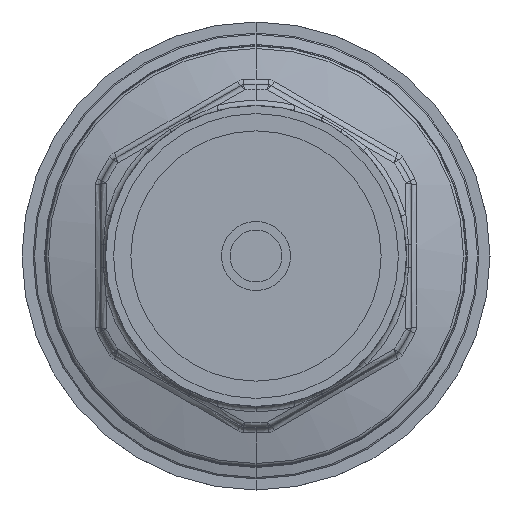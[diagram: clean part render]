
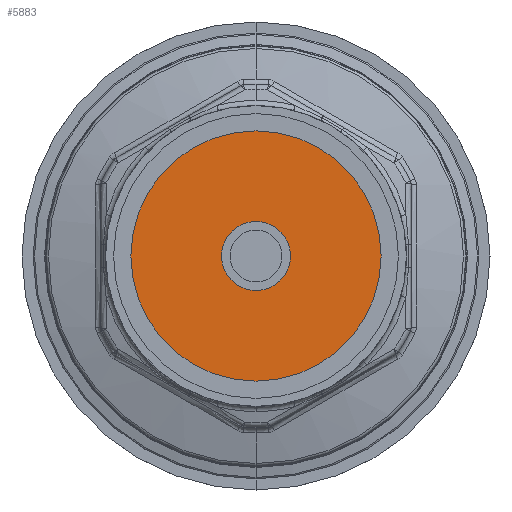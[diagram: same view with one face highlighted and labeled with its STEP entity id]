
A CAD part, front view. The second image highlights one B-rep face of the part: STEP entity #5883.
In plain terms, the highlighted planar face has unit normal (0, -1, 0).
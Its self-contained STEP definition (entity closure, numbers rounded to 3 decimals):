
#194 = DIRECTION ( 'NONE',  ( 0., -1., 0. ) ) ;
#299 = FACE_OUTER_BOUND ( 'NONE', #3681, .T. ) ;
#661 = EDGE_CURVE ( 'NONE', #786, #6403, #4805, .T. ) ;
#786 = VERTEX_POINT ( 'NONE', #1343 ) ;
#1343 = CARTESIAN_POINT ( 'NONE',  ( -4.48, 57.021, 2.219 ) ) ;
#1459 = ORIENTED_EDGE ( 'NONE', *, *, #661, .F. ) ;
#1553 = DIRECTION ( 'NONE',  ( -0.896, 0., 0.444 ) ) ;
#1595 = EDGE_CURVE ( 'NONE', #4612, #4928, #2765, .T. ) ;
#1789 = EDGE_CURVE ( 'NONE', #6403, #786, #6310, .T. ) ;
#2144 = DIRECTION ( 'NONE',  ( -0.896, 0., 0.444 ) ) ;
#2177 = CARTESIAN_POINT ( 'NONE',  ( 0., 57.021, 0. ) ) ;
#2373 = CARTESIAN_POINT ( 'NONE',  ( -8.656, 57.021, -17.474 ) ) ;
#2609 = CARTESIAN_POINT ( 'NONE',  ( 0., 57.021, 0. ) ) ;
#2765 = CIRCLE ( 'NONE', #3525, 19.5 ) ;
#2878 = PLANE ( 'NONE',  #6208 ) ;
#2892 = CIRCLE ( 'NONE', #6328, 19.5 ) ;
#2911 = CARTESIAN_POINT ( 'NONE',  ( 17.473, 57.021, -8.656 ) ) ;
#3214 = CARTESIAN_POINT ( 'NONE',  ( 4.48, 57.021, -2.219 ) ) ;
#3316 = CARTESIAN_POINT ( 'NONE',  ( 0., 57.021, 0. ) ) ;
#3500 = EDGE_CURVE ( 'NONE', #4928, #4612, #2892, .T. ) ;
#3525 = AXIS2_PLACEMENT_3D ( 'NONE', #2609, #4669, #1553 ) ;
#3681 = EDGE_LOOP ( 'NONE', ( #6324, #4103 ) ) ;
#3689 = CARTESIAN_POINT ( 'NONE',  ( 0., 57.021, 0. ) ) ;
#3787 = CARTESIAN_POINT ( 'NONE',  ( -17.474, 57.021, 8.656 ) ) ;
#3922 = DIRECTION ( 'NONE',  ( -0.896, 0., 0.444 ) ) ;
#4103 = ORIENTED_EDGE ( 'NONE', *, *, #3500, .T. ) ;
#4436 = DIRECTION ( 'NONE',  ( 0., -1., 0. ) ) ;
#4612 = VERTEX_POINT ( 'NONE', #3787 ) ;
#4669 = DIRECTION ( 'NONE',  ( 0., -1., 0. ) ) ;
#4805 = CIRCLE ( 'NONE', #6305, 5. ) ;
#4840 = DIRECTION ( 'NONE',  ( -0.896, 0., 0.444 ) ) ;
#4872 = FACE_BOUND ( 'NONE', #6134, .T. ) ;
#4928 = VERTEX_POINT ( 'NONE', #2911 ) ;
#5442 = ORIENTED_EDGE ( 'NONE', *, *, #1789, .F. ) ;
#5776 = AXIS2_PLACEMENT_3D ( 'NONE', #3689, #6282, #4840 ) ;
#5850 = DIRECTION ( 'NONE',  ( -0.896, 0., 0.444 ) ) ;
#5883 = ADVANCED_FACE ( 'NONE', ( #299, #4872 ), #2878, .T. ) ;
#6134 = EDGE_LOOP ( 'NONE', ( #1459, #5442 ) ) ;
#6208 = AXIS2_PLACEMENT_3D ( 'NONE', #2373, #4436, #3922 ) ;
#6282 = DIRECTION ( 'NONE',  ( 0., -1., 0. ) ) ;
#6305 = AXIS2_PLACEMENT_3D ( 'NONE', #2177, #6314, #2144 ) ;
#6310 = CIRCLE ( 'NONE', #5776, 5. ) ;
#6314 = DIRECTION ( 'NONE',  ( 0., -1., 0. ) ) ;
#6324 = ORIENTED_EDGE ( 'NONE', *, *, #1595, .T. ) ;
#6328 = AXIS2_PLACEMENT_3D ( 'NONE', #3316, #194, #5850 ) ;
#6403 = VERTEX_POINT ( 'NONE', #3214 ) ;
